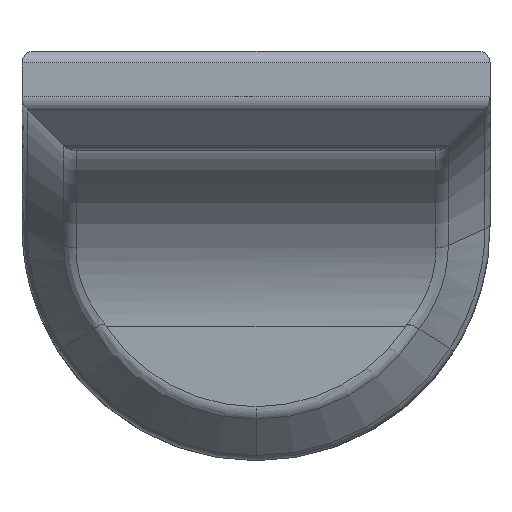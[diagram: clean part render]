
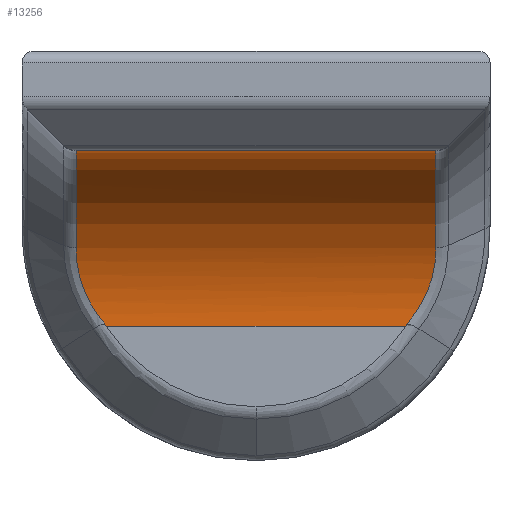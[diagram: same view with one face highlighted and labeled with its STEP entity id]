
A CAD part, left-side view. The second image highlights one B-rep face of the part: STEP entity #13256.
In plain terms, the highlighted cylindrical face has radius 15 mm (diameter 30 mm), a partial arc.
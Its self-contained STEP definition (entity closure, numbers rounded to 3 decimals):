
#42 = VERTEX_POINT ( 'NONE', #3768 ) ;
#248 = CARTESIAN_POINT ( 'NONE',  ( 14.78, 34.516, -12.374 ) ) ;
#420 = CARTESIAN_POINT ( 'NONE',  ( 14.994, 6.823, -14.51 ) ) ;
#643 = EDGE_CURVE ( 'NONE', #1838, #13004, #878, .T. ) ;
#878 = CIRCLE ( 'NONE', #14878, 15. ) ;
#1271 = CARTESIAN_POINT ( 'NONE',  ( 13.421, 35.379, -8.301 ) ) ;
#1274 = DIRECTION ( 'NONE',  ( 0., 1., 0. ) ) ;
#1305 = ORIENTED_EDGE ( 'NONE', *, *, #10829, .T. ) ;
#1646 = CARTESIAN_POINT ( 'NONE',  ( 15., 32.77, -15. ) ) ;
#1720 = DIRECTION ( 'NONE',  ( 0., -1., 0. ) ) ;
#1838 = VERTEX_POINT ( 'NONE', #15157 ) ;
#2265 = DIRECTION ( 'NONE',  ( 0., -1., 0. ) ) ;
#2493 = CARTESIAN_POINT ( 'NONE',  ( 14.259, 35.185, -10.333 ) ) ;
#2682 = AXIS2_PLACEMENT_3D ( 'NONE', #8222, #10825, #11973 ) ;
#3351 = CARTESIAN_POINT ( 'NONE',  ( 0., 40., -15. ) ) ;
#3624 = CARTESIAN_POINT ( 'NONE',  ( 14.949, 33.736, -13.739 ) ) ;
#3648 = VERTEX_POINT ( 'NONE', #11943 ) ;
#3677 = CARTESIAN_POINT ( 'NONE',  ( 14.519, 34.95, -11.221 ) ) ;
#3735 = CARTESIAN_POINT ( 'NONE',  ( 0., 35.379, -15. ) ) ;
#3768 = CARTESIAN_POINT ( 'NONE',  ( 15., 32.77, -15. ) ) ;
#3815 = VECTOR ( 'NONE', #1720, 1000. ) ;
#3849 = CARTESIAN_POINT ( 'NONE',  ( 15., 7.024, -14.756 ) ) ;
#4148 = CARTESIAN_POINT ( 'NONE',  ( 14.949, 6.263, -13.736 ) ) ;
#4190 = CARTESIAN_POINT ( 'NONE',  ( 14.256, 4.813, -10.324 ) ) ;
#4793 = CARTESIAN_POINT ( 'NONE',  ( 14.994, 33.177, -14.511 ) ) ;
#4933 = EDGE_LOOP ( 'NONE', ( #1305, #14541, #8831, #8399, #6240, #8436 ) ) ;
#5168 = CARTESIAN_POINT ( 'NONE',  ( 14.779, 5.482, -12.369 ) ) ;
#5209 = CARTESIAN_POINT ( 'NONE',  ( 13.415, 4.621, -8.289 ) ) ;
#5230 = B_SPLINE_CURVE_WITH_KNOTS ( 'NONE', 3,
 ( #8416, #3849, #420, #13538, #4148, #11269, #5168, #11172, #11129, #14709, #4190, #12412, #13448, #5209 ),
 .UNSPECIFIED., .F., .F.,
 ( 4, 2, 2, 2, 2, 2, 4 ),
 ( 0., 0.001, 0.002, 0.004, 0.005, 0.006, 0.008 ),
 .UNSPECIFIED. ) ;
#5908 = FACE_OUTER_BOUND ( 'NONE', #4933, .T. ) ;
#5969 = CARTESIAN_POINT ( 'NONE',  ( 15., 32.975, -14.757 ) ) ;
#6080 = CARTESIAN_POINT ( 'NONE',  ( 13.95, 35.343, -9.452 ) ) ;
#6240 = ORIENTED_EDGE ( 'NONE', *, *, #13986, .T. ) ;
#6391 = DIRECTION ( 'NONE',  ( 0., -1., 0. ) ) ;
#6715 = CARTESIAN_POINT ( 'NONE',  ( 0., 4.621, 0. ) ) ;
#6723 = VECTOR ( 'NONE', #6391, 1000. ) ;
#7290 = CARTESIAN_POINT ( 'NONE',  ( 14.352, 35.117, -10.629 ) ) ;
#7603 = CIRCLE ( 'NONE', #2682, 15. ) ;
#7625 = CARTESIAN_POINT ( 'NONE',  ( 0., 40., 0. ) ) ;
#8222 = CARTESIAN_POINT ( 'NONE',  ( 0., 4.621, -15. ) ) ;
#8315 = B_SPLINE_CURVE_WITH_KNOTS ( 'NONE', 3,
 ( #1271, #13182, #6080, #2493, #7290, #3677, #11947, #248, #9497, #3624, #11886, #4793, #5969, #1646 ),
 .UNSPECIFIED., .F., .F.,
 ( 4, 2, 2, 2, 2, 2, 4 ),
 ( 0., 0.002, 0.003, 0.004, 0.006, 0.007, 0.008 ),
 .UNSPECIFIED. ) ;
#8399 = ORIENTED_EDGE ( 'NONE', *, *, #643, .T. ) ;
#8416 = CARTESIAN_POINT ( 'NONE',  ( 15., 7.23, -15. ) ) ;
#8436 = ORIENTED_EDGE ( 'NONE', *, *, #10520, .T. ) ;
#8831 = ORIENTED_EDGE ( 'NONE', *, *, #8917, .F. ) ;
#8917 = EDGE_CURVE ( 'NONE', #1838, #11033, #11206, .T. ) ;
#8926 = CARTESIAN_POINT ( 'NONE',  ( 13.415, 4.621, -8.289 ) ) ;
#9497 = CARTESIAN_POINT ( 'NONE',  ( 14.866, 34.236, -12.931 ) ) ;
#9498 = DIRECTION ( 'NONE',  ( 0., 0., -1. ) ) ;
#9946 = CARTESIAN_POINT ( 'NONE',  ( 15., 40., -15. ) ) ;
#10520 = EDGE_CURVE ( 'NONE', #42, #3648, #10589, .T. ) ;
#10589 = LINE ( 'NONE', #9946, #6723 ) ;
#10825 = DIRECTION ( 'NONE',  ( 0., -1., 0. ) ) ;
#10829 = EDGE_CURVE ( 'NONE', #3648, #11044, #5230, .T. ) ;
#11033 = VERTEX_POINT ( 'NONE', #6715 ) ;
#11044 = VERTEX_POINT ( 'NONE', #8926 ) ;
#11126 = CYLINDRICAL_SURFACE ( 'NONE', #14328, 15. ) ;
#11129 = CARTESIAN_POINT ( 'NONE',  ( 14.518, 5.048, -11.214 ) ) ;
#11172 = CARTESIAN_POINT ( 'NONE',  ( 14.59, 5.146, -11.506 ) ) ;
#11206 = LINE ( 'NONE', #7625, #3815 ) ;
#11269 = CARTESIAN_POINT ( 'NONE',  ( 14.866, 5.762, -12.927 ) ) ;
#11886 = CARTESIAN_POINT ( 'NONE',  ( 14.969, 33.556, -14.002 ) ) ;
#11943 = CARTESIAN_POINT ( 'NONE',  ( 15., 7.23, -15. ) ) ;
#11947 = CARTESIAN_POINT ( 'NONE',  ( 14.592, 34.852, -11.513 ) ) ;
#11973 = DIRECTION ( 'NONE',  ( 0., 0., 1. ) ) ;
#12412 = CARTESIAN_POINT ( 'NONE',  ( 13.946, 4.656, -9.442 ) ) ;
#13004 = VERTEX_POINT ( 'NONE', #14123 ) ;
#13182 = CARTESIAN_POINT ( 'NONE',  ( 13.706, 35.387, -8.872 ) ) ;
#13256 = ADVANCED_FACE ( 'NONE', ( #5908 ), #11126, .F. ) ;
#13380 = EDGE_CURVE ( 'NONE', #11044, #11033, #7603, .T. ) ;
#13448 = CARTESIAN_POINT ( 'NONE',  ( 13.701, 4.612, -8.861 ) ) ;
#13538 = CARTESIAN_POINT ( 'NONE',  ( 14.969, 6.443, -14. ) ) ;
#13986 = EDGE_CURVE ( 'NONE', #13004, #42, #8315, .T. ) ;
#14110 = DIRECTION ( 'NONE',  ( 0., 0., -1. ) ) ;
#14123 = CARTESIAN_POINT ( 'NONE',  ( 13.421, 35.379, -8.301 ) ) ;
#14328 = AXIS2_PLACEMENT_3D ( 'NONE', #3351, #2265, #14110 ) ;
#14541 = ORIENTED_EDGE ( 'NONE', *, *, #13380, .T. ) ;
#14709 = CARTESIAN_POINT ( 'NONE',  ( 14.35, 4.881, -10.621 ) ) ;
#14878 = AXIS2_PLACEMENT_3D ( 'NONE', #3735, #1274, #9498 ) ;
#15157 = CARTESIAN_POINT ( 'NONE',  ( 0., 35.379, 0. ) ) ;
